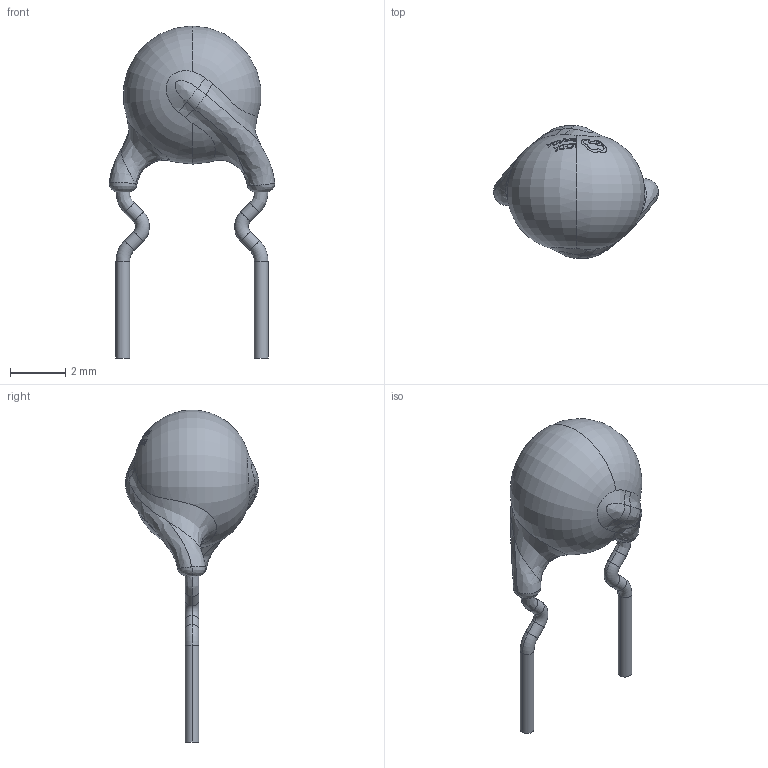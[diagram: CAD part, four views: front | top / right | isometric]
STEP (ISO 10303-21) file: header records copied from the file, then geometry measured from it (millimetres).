
FILE_DESCRIPTION (( 'STEP AP214' ), '1' );
FILE_NAME ('RES-TH_L5.0-W4.8-H9.5-P5.00-D0.5.step', '2022-07-28T10:07:25', ( '' ), ( '' ), 'SwSTEP 2.0', 'SolidWorks 2020', '' );
FILE_SCHEMA (( 'AUTOMOTIVE_DESIGN' ));
Length unit declared in the file: millimetre
Products named in the file (1): RES-TH_L5.0-W4.8-H9.5-P5.00-D0.5
Bounding box: 5.98 x 4.8 x 12 mm (x, y, z)
Volume: 67 mm3; surface area: 107.4 mm2
Topology: 1 solids, 1 shells, 278 faces, 749 edges, 490 vertices
Faces by surface type: bspline 124, plane 109, torus 31, cylinder 14
Entity records: 17442 total; most frequent: CARTESIAN_POINT 8695, ORIENTED_EDGE 1498, EDGE_CURVE 749, DIRECTION 627, VERTEX_POINT 490, B_SPLINE_CURVE_WITH_KNOTS 478, EDGE_LOOP 295, UNCERTAINTY_MEASURE_WITH_UNIT 281
